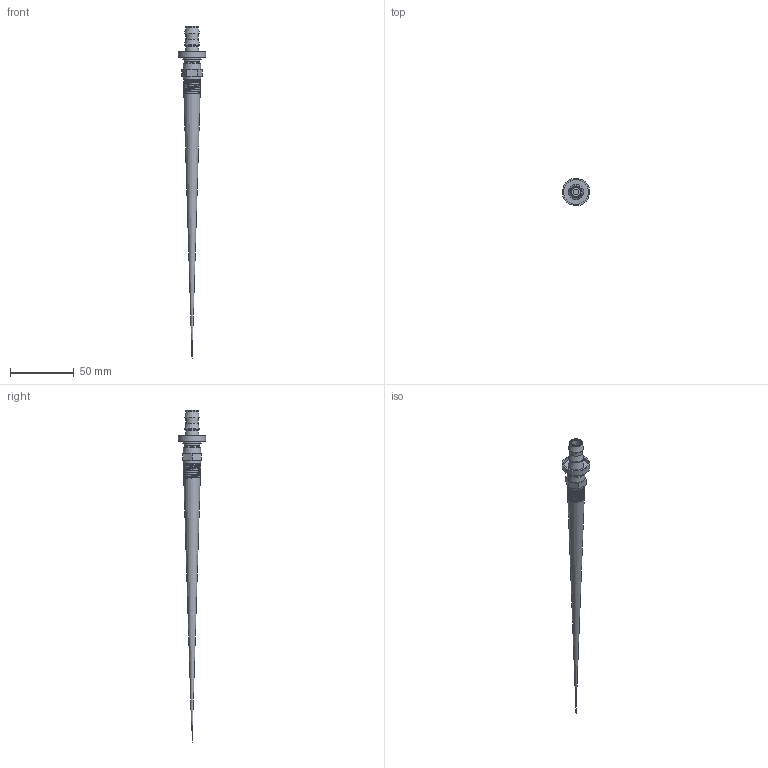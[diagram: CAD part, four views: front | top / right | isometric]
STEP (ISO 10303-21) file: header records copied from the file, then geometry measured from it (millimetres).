
FILE_DESCRIPTION(/* description */ (''),/* implementation_level */ '2;1');
FILE_NAME(/* name */ '901007.stp',/* time_stamp */ '2018-06-21T15:55:38-04:00',/* author */ ('design'),/* organization */ (''),/* preprocessor_version */ 'ST-DEVELOPER v17',/* originating_system */ 'Autodesk Inventor 2018',/* authorisation */ '');
FILE_SCHEMA (('AUTOMOTIVE_DESIGN { 1 0 10303 214 3 1 1 }'));
Length unit declared in the file: millimetre
Products named in the file (4): AX_HTC_007_A; Connection_Side_A; Hose_Side; Ring
Assembly tree (3 placements, depth 2):
  AX_HTC_007_A
    Connection_Side_A
    Hose_Side
    Ring
Bounding box: 21.48 x 21.48 x 261.27 mm (x, y, z)
Volume: 4915.1 mm3; surface area: 16257.7 mm2
Topology: 4 solids, 4 shells, 106 faces, 273 edges, 183 vertices
Faces by surface type: plane 62, cone 19, cylinder 18, bspline 7
Full cylindrical faces by diameter (mm): 4.5 x1, 7 x1, 7.75 x1, 8.5 x1, 8.6 x1, 9.5 x3, 9.75 x1, 11.4 x1, 12 x2, 12.25 x1, 12.5 x1, 13.72 x1, 14.25 x1, 19.5 x1, 21.5 x1
Entity records: 8041 total; most frequent: CARTESIAN_POINT 5358, ORIENTED_EDGE 538, DIRECTION 514, EDGE_CURVE 269, AXIS2_PLACEMENT_3D 207, VERTEX_POINT 181, EDGE_LOOP 124, FACE_OUTER_BOUND 106
